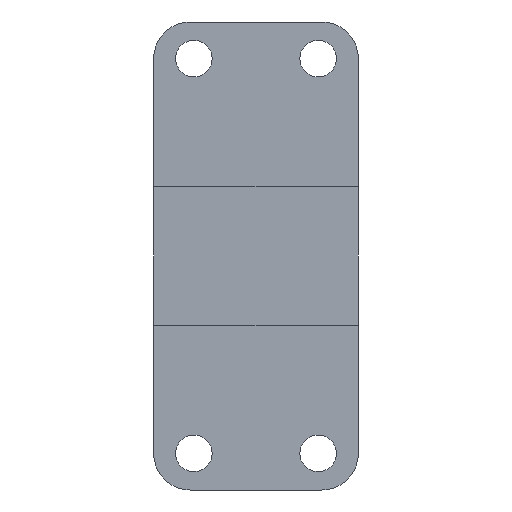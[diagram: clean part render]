
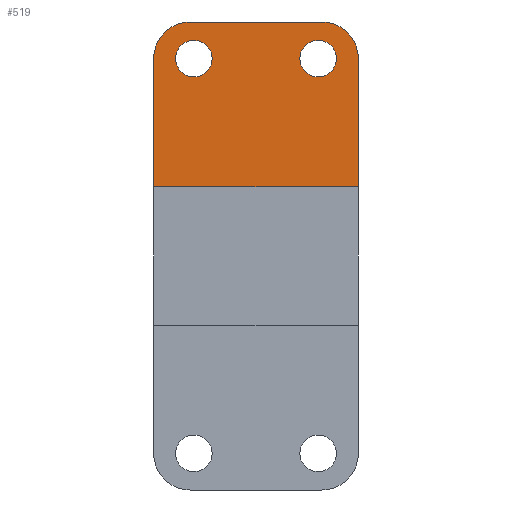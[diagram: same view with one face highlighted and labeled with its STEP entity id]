
A CAD part, front view. The second image highlights one B-rep face of the part: STEP entity #519.
In plain terms, the highlighted planar face has unit normal (0, -1, 0).
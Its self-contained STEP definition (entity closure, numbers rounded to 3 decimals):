
#3 = ORIENTED_EDGE ( 'NONE', *, *, #536, .T. ) ;
#5 = VECTOR ( 'NONE', #457, 1000. ) ;
#33 = CARTESIAN_POINT ( 'NONE',  ( 10., 0., 0. ) ) ;
#34 = CARTESIAN_POINT ( 'NONE',  ( 10., 0., -10. ) ) ;
#44 = CIRCLE ( 'NONE', #486, 5. ) ;
#56 = AXIS2_PLACEMENT_3D ( 'NONE', #300, #896, #517 ) ;
#66 = VERTEX_POINT ( 'NONE', #569 ) ;
#91 = ORIENTED_EDGE ( 'NONE', *, *, #160, .T. ) ;
#104 = CARTESIAN_POINT ( 'NONE',  ( 45., 0., -15. ) ) ;
#108 = EDGE_CURVE ( 'NONE', #453, #66, #905, .T. ) ;
#110 = EDGE_CURVE ( 'NONE', #417, #716, #647, .T. ) ;
#132 = LINE ( 'NONE', #862, #545 ) ;
#139 = ORIENTED_EDGE ( 'NONE', *, *, #179, .T. ) ;
#154 = EDGE_LOOP ( 'NONE', ( #199, #3 ) ) ;
#160 = EDGE_CURVE ( 'NONE', #467, #254, #305, .T. ) ;
#164 = LINE ( 'NONE', #309, #543 ) ;
#168 = DIRECTION ( 'NONE',  ( 0., 0., -1. ) ) ;
#179 = EDGE_CURVE ( 'NONE', #880, #205, #798, .T. ) ;
#188 = ORIENTED_EDGE ( 'NONE', *, *, #377, .T. ) ;
#191 = FACE_OUTER_BOUND ( 'NONE', #540, .T. ) ;
#199 = ORIENTED_EDGE ( 'NONE', *, *, #110, .T. ) ;
#205 = VERTEX_POINT ( 'NONE', #231 ) ;
#209 = CARTESIAN_POINT ( 'NONE',  ( 0., 0., -45. ) ) ;
#231 = CARTESIAN_POINT ( 'NONE',  ( 46., 0., 0. ) ) ;
#243 = VERTEX_POINT ( 'NONE', #383 ) ;
#244 = DIRECTION ( 'NONE',  ( 0., -1., 0. ) ) ;
#254 = VERTEX_POINT ( 'NONE', #531 ) ;
#257 = EDGE_CURVE ( 'NONE', #243, #634, #164, .T. ) ;
#262 = FACE_BOUND ( 'NONE', #154, .T. ) ;
#275 = DIRECTION ( 'NONE',  ( 0., 1., 0. ) ) ;
#300 = CARTESIAN_POINT ( 'NONE',  ( 45., 0., -10. ) ) ;
#303 = ORIENTED_EDGE ( 'NONE', *, *, #610, .F. ) ;
#305 = CIRCLE ( 'NONE', #774, 10. ) ;
#309 = CARTESIAN_POINT ( 'NONE',  ( 56., 0., -45. ) ) ;
#323 = DIRECTION ( 'NONE',  ( 0., 0., 1. ) ) ;
#326 = CARTESIAN_POINT ( 'NONE',  ( 0., 0., 0. ) ) ;
#377 = EDGE_CURVE ( 'NONE', #205, #467, #671, .T. ) ;
#383 = CARTESIAN_POINT ( 'NONE',  ( 56., 0., -45. ) ) ;
#388 = CIRCLE ( 'NONE', #526, 5. ) ;
#417 = VERTEX_POINT ( 'NONE', #484 ) ;
#422 = AXIS2_PLACEMENT_3D ( 'NONE', #465, #615, #668 ) ;
#453 = VERTEX_POINT ( 'NONE', #104 ) ;
#457 = DIRECTION ( 'NONE',  ( -1., 0., 0. ) ) ;
#465 = CARTESIAN_POINT ( 'NONE',  ( 11., 0., -10. ) ) ;
#467 = VERTEX_POINT ( 'NONE', #33 ) ;
#482 = DIRECTION ( 'NONE',  ( 0., 0., 1. ) ) ;
#484 = CARTESIAN_POINT ( 'NONE',  ( 11., 0., -5. ) ) ;
#486 = AXIS2_PLACEMENT_3D ( 'NONE', #494, #275, #482 ) ;
#494 = CARTESIAN_POINT ( 'NONE',  ( 45., 0., -10. ) ) ;
#495 = AXIS2_PLACEMENT_3D ( 'NONE', #817, #902, #323 ) ;
#504 = ORIENTED_EDGE ( 'NONE', *, *, #257, .F. ) ;
#517 = DIRECTION ( 'NONE',  ( 0., 0., 1. ) ) ;
#518 = DIRECTION ( 'NONE',  ( 0., 0., -1. ) ) ;
#519 = ADVANCED_FACE ( 'NONE', ( #848, #262, #191 ), #769, .F. ) ;
#526 = AXIS2_PLACEMENT_3D ( 'NONE', #626, #910, #837 ) ;
#531 = CARTESIAN_POINT ( 'NONE',  ( 0., 0., -10. ) ) ;
#536 = EDGE_CURVE ( 'NONE', #716, #417, #388, .T. ) ;
#537 = DIRECTION ( 'NONE',  ( 0., 0., 1. ) ) ;
#538 = EDGE_LOOP ( 'NONE', ( #542, #548 ) ) ;
#539 = CARTESIAN_POINT ( 'NONE',  ( 11., 0., -15. ) ) ;
#540 = EDGE_LOOP ( 'NONE', ( #303, #139, #188, #91, #899, #504 ) ) ;
#542 = ORIENTED_EDGE ( 'NONE', *, *, #901, .T. ) ;
#543 = VECTOR ( 'NONE', #889, 1000. ) ;
#545 = VECTOR ( 'NONE', #518, 1000. ) ;
#548 = ORIENTED_EDGE ( 'NONE', *, *, #108, .T. ) ;
#569 = CARTESIAN_POINT ( 'NONE',  ( 45., 0., -5. ) ) ;
#610 = EDGE_CURVE ( 'NONE', #880, #243, #132, .T. ) ;
#615 = DIRECTION ( 'NONE',  ( 0., 1., 0. ) ) ;
#626 = CARTESIAN_POINT ( 'NONE',  ( 11., 0., -10. ) ) ;
#632 = CARTESIAN_POINT ( 'NONE',  ( 56., 0., 0. ) ) ;
#634 = VERTEX_POINT ( 'NONE', #209 ) ;
#647 = CIRCLE ( 'NONE', #422, 5. ) ;
#650 = AXIS2_PLACEMENT_3D ( 'NONE', #632, #784, #694 ) ;
#667 = CARTESIAN_POINT ( 'NONE',  ( 56., 0., 0. ) ) ;
#668 = DIRECTION ( 'NONE',  ( 0., 0., 1. ) ) ;
#671 = LINE ( 'NONE', #667, #5 ) ;
#694 = DIRECTION ( 'NONE',  ( 0., 0., 1. ) ) ;
#716 = VERTEX_POINT ( 'NONE', #539 ) ;
#723 = CARTESIAN_POINT ( 'NONE',  ( 56., 0., -10. ) ) ;
#769 = PLANE ( 'NONE',  #650 ) ;
#774 = AXIS2_PLACEMENT_3D ( 'NONE', #34, #244, #537 ) ;
#784 = DIRECTION ( 'NONE',  ( 0., 1., 0. ) ) ;
#798 = CIRCLE ( 'NONE', #495, 10. ) ;
#800 = EDGE_CURVE ( 'NONE', #254, #634, #824, .T. ) ;
#817 = CARTESIAN_POINT ( 'NONE',  ( 46., 0., -10. ) ) ;
#824 = LINE ( 'NONE', #326, #909 ) ;
#837 = DIRECTION ( 'NONE',  ( 0., 0., 1. ) ) ;
#848 = FACE_BOUND ( 'NONE', #538, .T. ) ;
#862 = CARTESIAN_POINT ( 'NONE',  ( 56., 0., 0. ) ) ;
#880 = VERTEX_POINT ( 'NONE', #723 ) ;
#889 = DIRECTION ( 'NONE',  ( -1., 0., 0. ) ) ;
#896 = DIRECTION ( 'NONE',  ( 0., 1., 0. ) ) ;
#899 = ORIENTED_EDGE ( 'NONE', *, *, #800, .T. ) ;
#901 = EDGE_CURVE ( 'NONE', #66, #453, #44, .T. ) ;
#902 = DIRECTION ( 'NONE',  ( 0., -1., 0. ) ) ;
#905 = CIRCLE ( 'NONE', #56, 5. ) ;
#909 = VECTOR ( 'NONE', #168, 1000. ) ;
#910 = DIRECTION ( 'NONE',  ( 0., 1., 0. ) ) ;
